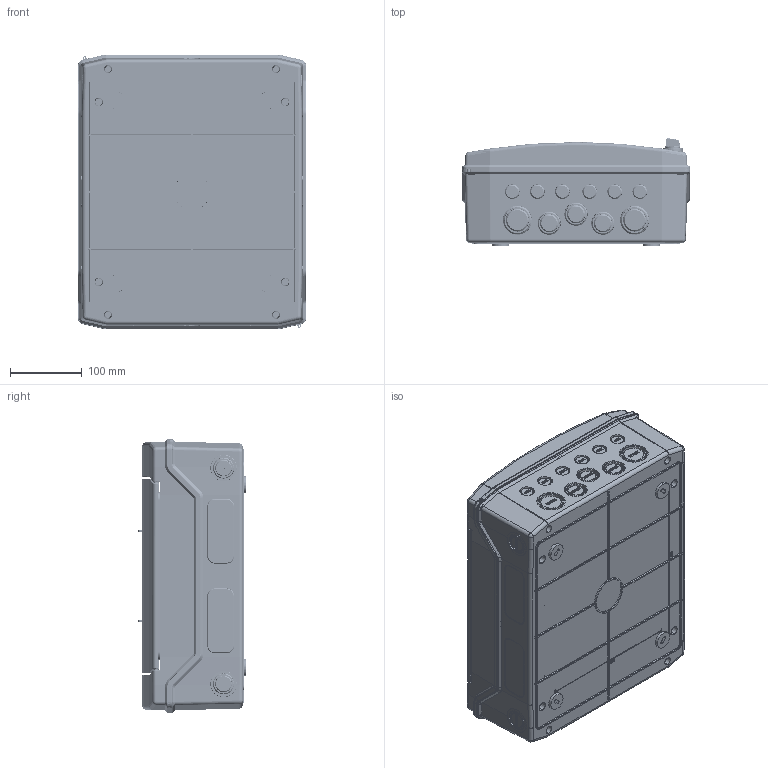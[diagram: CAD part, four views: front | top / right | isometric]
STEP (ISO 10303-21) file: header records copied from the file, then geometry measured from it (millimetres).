
FILE_DESCRIPTION((''),'2;1');
FILE_NAME('ECH_24PT_V2_ASM','2025-03-10T12:14:35',('klemen.sitar'),('Audax d.o.o.'),'CREO PARAMETRIC BY PTC INC, 2021304','CREO PARAMETRIC BY PTC INC, 2021304','');
FILE_SCHEMA(('AP242_MANAGED_MODEL_BASED_3D_ENGINEERING_MIM_LF { 1 0 10303 442 1 1 4 }'));
Products named in the file (23): LIMENA_SINA__LOCK__1; DRAFT_NOSAC_SINE__LOCK__1; VIJAK_9_5__DNO_I_SINA__1_1_1; VRATA_N24-D_1; MASKA_N24-D_1_1; VIJAK_30__DNO_I_MASKA__1_1_1; DRAFT_BRAVA__LOCK__1_1_1_1_1; DRAFT_BRAVA__LOCK__1_1_1_1_2_1; DRAFT_BRAVA__LOCK__1_1_1_1; DRAFT_KLJUC__LOCK__1_1_1_1; VIJAK_9_5__DNO_I_SINA__1_1_1_1; DRAFT_BRAVA__LOCK__1_1_1; DRAFT_KLJUC__LOCK__1_1_1; VIJAK_9_5__DNO_I_SINA__1_1_1__2; VIJAK_9_5__DNO_I_SINA__1_1_1_1_; SCREWDIN_1; PRT0107_1; DNO_N24-D__19_08_2019___1; PRT0004_1_1_1_1_1; PRT0004_1_2_1_1_1; PRT0004_1_3_1_1_1; ECH_LOGO_ASM; ECH_24PT_V2_ASM
Assembly tree (31 placements, depth 3):
  ECH_24PT_V2_ASM
    LIMENA_SINA__LOCK__1  x2
    DRAFT_NOSAC_SINE__LOCK__1  x4
    VIJAK_9_5__DNO_I_SINA__1_1_1  x3
    VRATA_N24-D_1
    MASKA_N24-D_1_1
    VIJAK_30__DNO_I_MASKA__1_1_1  x4
    DRAFT_BRAVA__LOCK__1_1_1_1_1
    DRAFT_BRAVA__LOCK__1_1_1_1_2_1
    DRAFT_BRAVA__LOCK__1_1_1_1
    DRAFT_KLJUC__LOCK__1_1_1_1
    VIJAK_9_5__DNO_I_SINA__1_1_1_1
    DRAFT_BRAVA__LOCK__1_1_1
    DRAFT_KLJUC__LOCK__1_1_1
    VIJAK_9_5__DNO_I_SINA__1_1_1__2
    VIJAK_9_5__DNO_I_SINA__1_1_1_1_
    SCREWDIN_1
    PRT0107_1
    DNO_N24-D__19_08_2019___1
    ECH_LOGO_ASM
      PRT0004_1_1_1_1_1
      PRT0004_1_2_1_1_1
      PRT0004_1_3_1_1_1
Bounding box: 318.55 x 149.78 x 383.5 mm (x, y, z)
Volume: 1404268.4 mm3; surface area: 1320879 mm2
Topology: 30 solids, 30 shells, 6642 faces, 17720 edges, 11368 vertices
Faces by surface type: plane 2960, bspline 1208, extrusion 827, cylinder 782, cone 696, torus 104, revolution 36, sphere 29
Entity records: 339797 total; most frequent: CARTESIAN_POINT 123567, ORIENTED_EDGE 30242, DIRECTION 21896, PRESENTATION_STYLE_ASSIGNMENT 20920, STYLED_ITEM 20919, CURVE_STYLE 15960, EDGE_CURVE 15121, VERTEX_POINT 9768
